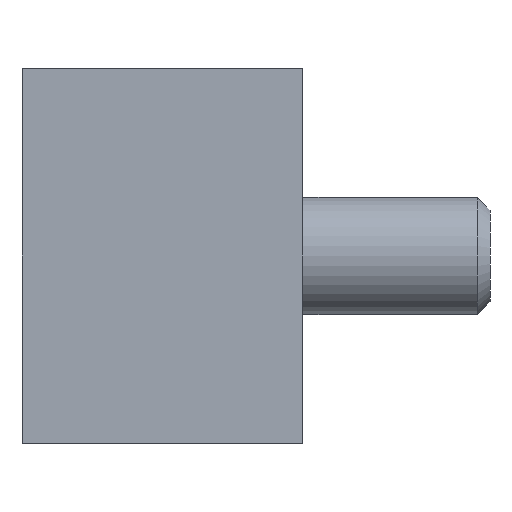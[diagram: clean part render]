
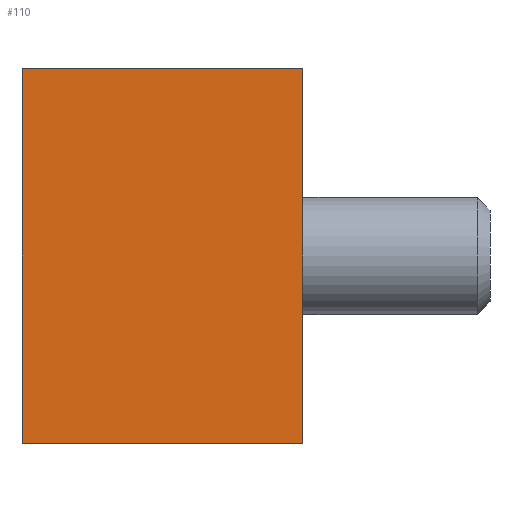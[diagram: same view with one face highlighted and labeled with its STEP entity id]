
A CAD part, left-side view. The second image highlights one B-rep face of the part: STEP entity #110.
In plain terms, the highlighted planar face has unit normal (-1, 0, 0).
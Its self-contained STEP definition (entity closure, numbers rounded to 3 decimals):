
#110=ADVANCED_FACE('',(#239),#240,.F.);
#239=FACE_OUTER_BOUND('',#396,.T.);
#240=PLANE('',#397);
#396=EDGE_LOOP('',(#599,#600,#601,#602));
#397=AXIS2_PLACEMENT_3D('',#603,#604,#605);
#599=ORIENTED_EDGE('',*,*,#889,.T.);
#600=ORIENTED_EDGE('',*,*,#902,.F.);
#601=ORIENTED_EDGE('',*,*,#904,.F.);
#602=ORIENTED_EDGE('',*,*,#897,.F.);
#603=CARTESIAN_POINT('',(0.0,3.0,0.0));
#604=DIRECTION('',(1.0,0.0,0.0));
#605=DIRECTION('',(0.0,0.0,-1.0));
#889=EDGE_CURVE('',#1044,#1042,#1045,.T.);
#897=EDGE_CURVE('',#1044,#1054,#1055,.T.);
#902=EDGE_CURVE('',#1060,#1042,#1062,.T.);
#904=EDGE_CURVE('',#1054,#1060,#1064,.T.);
#1042=VERTEX_POINT('',#1251);
#1044=VERTEX_POINT('',#1254);
#1045=LINE('',#1255,#1256);
#1054=VERTEX_POINT('',#1267);
#1055=LINE('',#1268,#1269);
#1060=VERTEX_POINT('',#1276);
#1062=LINE('',#1279,#1280);
#1064=LINE('',#1282,#1283);
#1251=CARTESIAN_POINT('',(0.0,6.0,-4.0));
#1254=CARTESIAN_POINT('',(0.0,6.0,4.0));
#1255=CARTESIAN_POINT('',(0.0,6.0,0.0));
#1256=VECTOR('',#1510,1.0);
#1267=CARTESIAN_POINT('',(0.0,0.0,4.0));
#1268=CARTESIAN_POINT('',(0.0,3.0,4.0));
#1269=VECTOR('',#1519,1.0);
#1276=CARTESIAN_POINT('',(0.0,0.0,-4.0));
#1279=CARTESIAN_POINT('',(0.0,3.0,-4.0));
#1280=VECTOR('',#1523,1.0);
#1282=CARTESIAN_POINT('',(0.0,0.0,0.0));
#1283=VECTOR('',#1524,1.0);
#1510=DIRECTION('',(0.0,0.0,-1.0));
#1519=DIRECTION('',(0.0,-1.0,0.0));
#1523=DIRECTION('',(0.0,1.0,0.0));
#1524=DIRECTION('',(0.0,0.0,-1.0));
